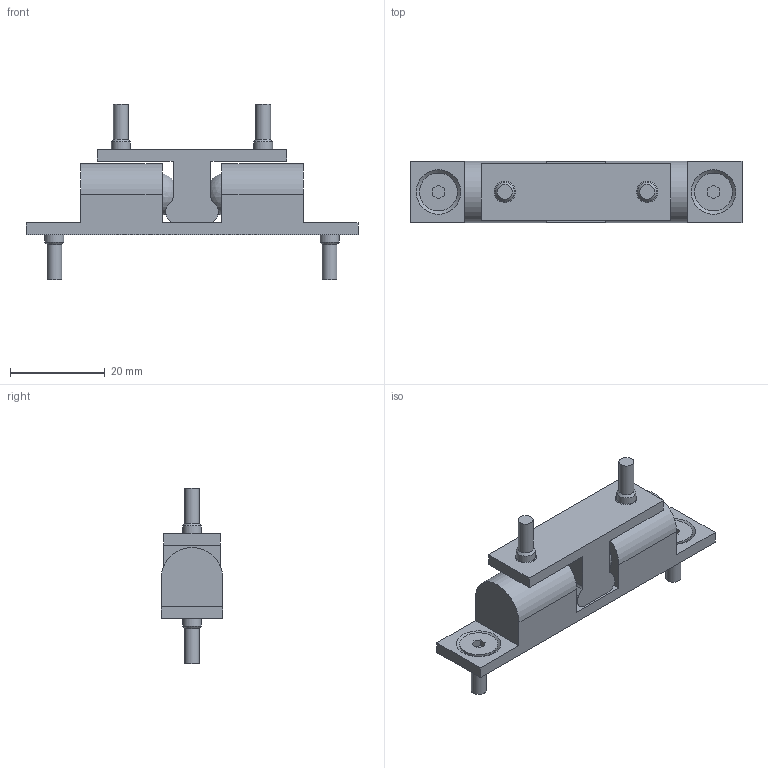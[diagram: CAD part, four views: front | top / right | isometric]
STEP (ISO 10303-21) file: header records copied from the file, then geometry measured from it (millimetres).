
FILE_DESCRIPTION(/* description */ (''),/* implementation_level */ '2;1');
FILE_NAME(/* name */ '140430',/* time_stamp */ '2014-10-06T11:08:50+02:00',/* author */ (''),/* organization */ (''),/* preprocessor_version */ 'ST-DEVELOPER v14',/* originating_system */ 'HiCAD 2013 1802.4 Build 509',/* authorisation */ '');
FILE_SCHEMA (('AUTOMOTIVE_DESIGN { 1 0 10303 214 1 1 1 1 }'));
Length unit declared in the file: millimetre
Products named in the file (7): Root; 140430KogelsnapperBOIKON; ISO 10642-M4x12-8.8Countersunk head bolts0
Assembly tree (6 placements, depth 4):
  Root
    140430KogelsnapperBOIKON
      140430KogelsnapperBOIKON
        ISO 10642-M4x12-8.8Countersunk head bolts0
        ISO 10642-M4x12-8.8Countersunk head bolts0
      ISO 10642-M4x12-8.8Countersunk head bolts0
      ISO 10642-M4x12-8.8Countersunk head bolts0
Bounding box: 70 x 13 x 37 mm (x, y, z)
Volume: 10308.8 mm3; surface area: 6256.9 mm2
Topology: 6 solids, 6 shells, 100 faces, 244 edges, 166 vertices
Faces by surface type: plane 62, cylinder 24, cone 12, sphere 2
Full cylindrical faces by diameter (mm): 3.141 x4, 4 x4, 4.5 x4, 8 x4
Entity records: 4831 total; most frequent: DIRECTION 478, CARTESIAN_POINT 462, PRESENTATION_STYLE_ASSIGNMENT 408, COLOUR_RGB 403, OVER_RIDING_STYLED_ITEM 402, DRAUGHTING_PRE_DEFINED_CURVE_FONT 400, CURVE_STYLE 400, ORIENTED_EDGE 400
